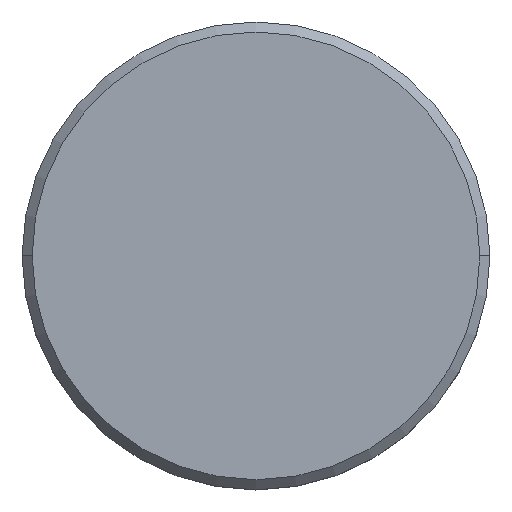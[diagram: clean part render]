
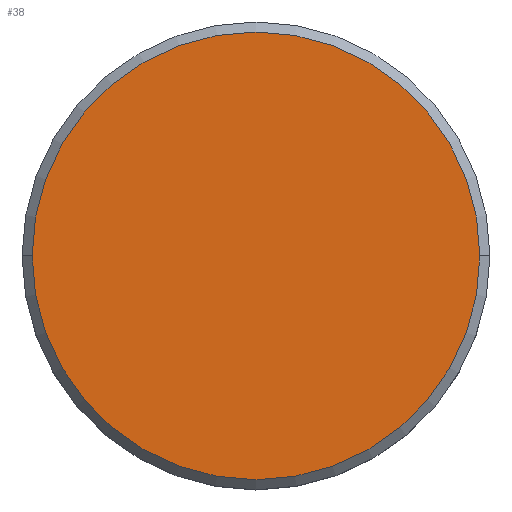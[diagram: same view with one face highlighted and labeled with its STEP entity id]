
A CAD part, top view. The second image highlights one B-rep face of the part: STEP entity #38.
In plain terms, the highlighted planar face has unit normal (0, 0, 1).
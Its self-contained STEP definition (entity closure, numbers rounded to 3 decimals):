
#5 = ORIENTED_EDGE ( 'NONE', *, *, #184, .T. ) ;
#32 = AXIS2_PLACEMENT_3D ( 'NONE', #234, #107, #255 ) ;
#38 = ADVANCED_FACE ( 'NONE', ( #111 ), #259, .T. ) ;
#40 = DIRECTION ( 'NONE',  ( 0., 0., 1. ) ) ;
#46 = AXIS2_PLACEMENT_3D ( 'NONE', #172, #40, #191 ) ;
#48 = VERTEX_POINT ( 'NONE', #219 ) ;
#90 = CARTESIAN_POINT ( 'NONE',  ( 0., 0., 1. ) ) ;
#107 = DIRECTION ( 'NONE',  ( 0., 0., 1. ) ) ;
#111 = FACE_OUTER_BOUND ( 'NONE', #181, .T. ) ;
#113 = DIRECTION ( 'NONE',  ( 1., 0., 0. ) ) ;
#151 = CARTESIAN_POINT ( 'NONE',  ( 3.35, 0., 1. ) ) ;
#171 = EDGE_CURVE ( 'NONE', #189, #48, #198, .T. ) ;
#172 = CARTESIAN_POINT ( 'NONE',  ( 0., 0., 1. ) ) ;
#181 = EDGE_LOOP ( 'NONE', ( #5, #225 ) ) ;
#184 = EDGE_CURVE ( 'NONE', #48, #189, #252, .T. ) ;
#189 = VERTEX_POINT ( 'NONE', #151 ) ;
#191 = DIRECTION ( 'NONE',  ( 1., 0., 0. ) ) ;
#198 = CIRCLE ( 'NONE', #46, 3.35 ) ;
#211 = DIRECTION ( 'NONE',  ( 0., 0., 1. ) ) ;
#219 = CARTESIAN_POINT ( 'NONE',  ( -3.35, 0., 1. ) ) ;
#225 = ORIENTED_EDGE ( 'NONE', *, *, #171, .T. ) ;
#234 = CARTESIAN_POINT ( 'NONE',  ( 0., 0., 1. ) ) ;
#252 = CIRCLE ( 'NONE', #32, 3.35 ) ;
#255 = DIRECTION ( 'NONE',  ( 1., 0., 0. ) ) ;
#259 = PLANE ( 'NONE',  #271 ) ;
#271 = AXIS2_PLACEMENT_3D ( 'NONE', #90, #211, #113 ) ;
